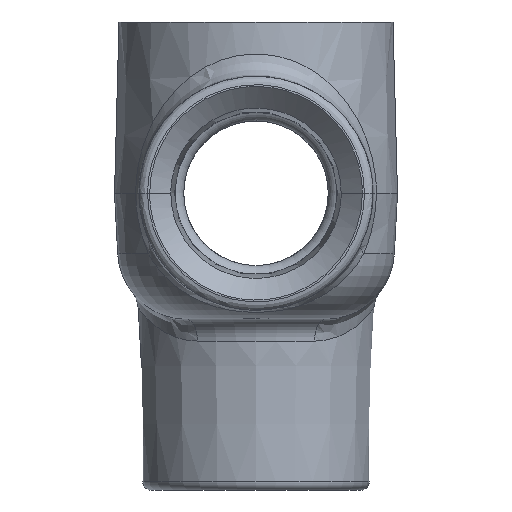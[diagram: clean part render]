
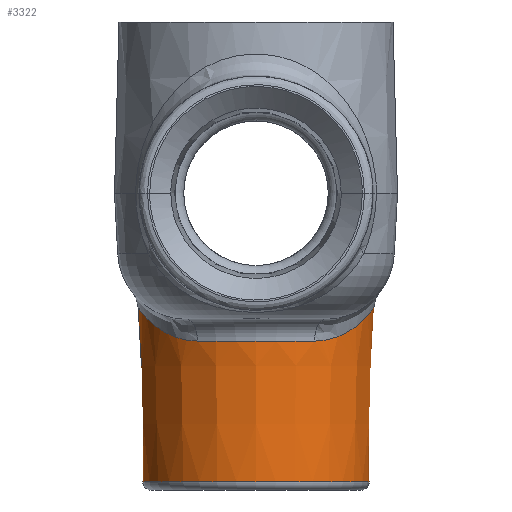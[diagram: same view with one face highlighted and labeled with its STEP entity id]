
A CAD part, left-side view. The second image highlights one B-rep face of the part: STEP entity #3322.
In plain terms, the highlighted conical face has half-angle 1.5 degrees and reference radius 16.345 mm.
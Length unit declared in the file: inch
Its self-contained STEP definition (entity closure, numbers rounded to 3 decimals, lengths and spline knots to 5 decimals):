
#179=CONICAL_SURFACE('',#3673,0.6435,0.026);
#201=FACE_BOUND('',#717,.T.);
#314=B_SPLINE_CURVE_WITH_KNOTS('',3,(#10945,#10946,#10947,#10948,#10949,
#10950,#10951,#10952,#10953,#10954,#10955,#10956,#10957,#10958,#10959,#10960,
#10961,#10962,#10963,#10964,#10965,#10966,#10967,#10968,#10969,#10970,#10971,
#10972,#10973,#10974,#10975,#10976,#10977,#10978,#10979,#10980,#10981,#10982,
#10983,#10984,#10985,#10986),.UNSPECIFIED.,.F.,.F.,(4,2,2,2,2,2,2,2,2,2,
2,2,2,2,2,2,2,2,2,2,4),(0.,0.0625,0.125,0.15625,
0.1875,0.25,0.3125,0.34375,0.375,
0.4375,0.46875,0.5,0.53125,
0.5625,0.625,0.6875,0.75,0.8125,0.875,0.9375,1.),
 .UNSPECIFIED.);
#315=B_SPLINE_CURVE_WITH_KNOTS('',3,(#10990,#10991,#10992,#10993,#10994,
#10995,#10996,#10997,#10998,#10999,#11000,#11001,#11002,#11003,#11004,#11005,
#11006,#11007,#11008,#11009,#11010,#11011,#11012,#11013,#11014,#11015,#11016,
#11017,#11018,#11019,#11020,#11021,#11022,#11023,#11024,#11025,#11026,#11027,
#11028,#11029,#11030,#11031),.UNSPECIFIED.,.F.,.F.,(4,2,2,2,2,2,2,2,2,2,
2,2,2,2,2,2,2,2,2,2,4),(0.,0.0625,0.125,0.15625,
0.1875,0.25,0.3125,0.34375,
0.375,0.4375,0.46875,0.5,
0.53125,0.5625,0.625,0.6875,
0.75,0.8125,0.875,0.9375,1.),
 .UNSPECIFIED.);
#489=FACE_OUTER_BOUND('',#716,.T.);
#716=EDGE_LOOP('',(#2888));
#717=EDGE_LOOP('',(#2889,#2890,#2891,#2892));
#923=CIRCLE('',#3674,0.62015);
#924=CIRCLE('',#3675,0.64031);
#925=CIRCLE('',#3676,0.64031);
#1571=VERTEX_POINT('',#10941);
#1572=VERTEX_POINT('',#10943);
#1573=VERTEX_POINT('',#10944);
#1574=VERTEX_POINT('',#10987);
#1575=VERTEX_POINT('',#10989);
#2027=EDGE_CURVE('',#1571,#1571,#923,.F.);
#2028=EDGE_CURVE('',#1572,#1573,#314,.T.);
#2029=EDGE_CURVE('',#1573,#1574,#924,.T.);
#2030=EDGE_CURVE('',#1574,#1575,#315,.T.);
#2031=EDGE_CURVE('',#1575,#1572,#925,.T.);
#2888=ORIENTED_EDGE('',*,*,#2027,.T.);
#2889=ORIENTED_EDGE('',*,*,#2028,.T.);
#2890=ORIENTED_EDGE('',*,*,#2029,.T.);
#2891=ORIENTED_EDGE('',*,*,#2030,.T.);
#2892=ORIENTED_EDGE('',*,*,#2031,.T.);
#3322=ADVANCED_FACE('',(#489,#201),#179,.T.);
#3673=AXIS2_PLACEMENT_3D('',#10940,#4422,#4423);
#3674=AXIS2_PLACEMENT_3D('',#10942,#4424,#4425);
#3675=AXIS2_PLACEMENT_3D('',#10988,#4426,#4427);
#3676=AXIS2_PLACEMENT_3D('',#11032,#4428,#4429);
#4422=DIRECTION('center_axis',(0.,0.,1.));
#4423=DIRECTION('ref_axis',(-1.,0.,0.));
#4424=DIRECTION('center_axis',(0.,0.,-1.));
#4425=DIRECTION('ref_axis',(-1.,0.,0.));
#4426=DIRECTION('center_axis',(0.,0.,-1.));
#4427=DIRECTION('ref_axis',(-1.,0.,0.));
#4428=DIRECTION('center_axis',(0.,0.,-1.));
#4429=DIRECTION('ref_axis',(-1.,0.,0.));
#10940=CARTESIAN_POINT('Origin',(1.54693,0.77455,-0.6875));
#10941=CARTESIAN_POINT('',(0.92678,0.77455,-1.57923));
#10942=CARTESIAN_POINT('Origin',(1.54693,0.77455,-1.57923));
#10943=CARTESIAN_POINT('',(2.10144,0.45437,-0.80923));
#10944=CARTESIAN_POINT('',(0.99241,0.45437,-0.80923));
#10945=CARTESIAN_POINT('Ctrl Pts',(2.10144,0.45437,-0.80923));
#10946=CARTESIAN_POINT('Ctrl Pts',(2.08659,0.42866,-0.80923));
#10947=CARTESIAN_POINT('Ctrl Pts',(2.07002,0.40401,-0.80637));
#10948=CARTESIAN_POINT('Ctrl Pts',(2.03477,0.35831,-0.79667));
#10949=CARTESIAN_POINT('Ctrl Pts',(2.01599,0.33703,-0.78983));
#10950=CARTESIAN_POINT('Ctrl Pts',(1.98608,0.30721,-0.77748));
#10951=CARTESIAN_POINT('Ctrl Pts',(1.97578,0.29759,-0.773));
#10952=CARTESIAN_POINT('Ctrl Pts',(1.95476,0.27917,-0.76351));
#10953=CARTESIAN_POINT('Ctrl Pts',(1.94409,0.27041,-0.75853));
#10954=CARTESIAN_POINT('Ctrl Pts',(1.91153,0.24537,-0.7431));
#10955=CARTESIAN_POINT('Ctrl Pts',(1.88913,0.2303,-0.73213));
#10956=CARTESIAN_POINT('Ctrl Pts',(1.8427,0.20307,-0.70979));
#10957=CARTESIAN_POINT('Ctrl Pts',(1.81867,0.19092,-0.69842));
#10958=CARTESIAN_POINT('Ctrl Pts',(1.78106,0.17484,-0.68187));
#10959=CARTESIAN_POINT('Ctrl Pts',(1.76824,0.16984,-0.67644));
#10960=CARTESIAN_POINT('Ctrl Pts',(1.74232,0.16069,-0.66609));
#10961=CARTESIAN_POINT('Ctrl Pts',(1.72919,0.15653,-0.66114));
#10962=CARTESIAN_POINT('Ctrl Pts',(1.68918,0.14528,-0.6473));
#10963=CARTESIAN_POINT('Ctrl Pts',(1.66169,0.13943,-0.6394));
#10964=CARTESIAN_POINT('Ctrl Pts',(1.61868,0.13341,-0.63103));
#10965=CARTESIAN_POINT('Ctrl Pts',(1.604,0.13188,-0.62884));
#10966=CARTESIAN_POINT('Ctrl Pts',(1.57484,0.12988,-0.62596));
#10967=CARTESIAN_POINT('Ctrl Pts',(1.56027,0.12939,-0.62526));
#10968=CARTESIAN_POINT('Ctrl Pts',(1.53113,0.12945,-0.62534));
#10969=CARTESIAN_POINT('Ctrl Pts',(1.51657,0.12999,-0.62613));
#10970=CARTESIAN_POINT('Ctrl Pts',(1.48744,0.1321,-0.62917));
#10971=CARTESIAN_POINT('Ctrl Pts',(1.47278,0.13369,-0.63143));
#10972=CARTESIAN_POINT('Ctrl Pts',(1.42987,0.13986,-0.63999));
#10973=CARTESIAN_POINT('Ctrl Pts',(1.40255,0.14579,-0.64796));
#10974=CARTESIAN_POINT('Ctrl Pts',(1.34965,0.16084,-0.66641));
#10975=CARTESIAN_POINT('Ctrl Pts',(1.32409,0.16996,-0.67688));
#10976=CARTESIAN_POINT('Ctrl Pts',(1.27421,0.19139,-0.69886));
#10977=CARTESIAN_POINT('Ctrl Pts',(1.24991,0.20373,-0.71038));
#10978=CARTESIAN_POINT('Ctrl Pts',(1.20343,0.23112,-0.73276));
#10979=CARTESIAN_POINT('Ctrl Pts',(1.1811,0.24624,-0.74369));
#10980=CARTESIAN_POINT('Ctrl Pts',(1.13799,0.27955,-0.76411));
#10981=CARTESIAN_POINT('Ctrl Pts',(1.11722,0.29774,-0.7736));
#10982=CARTESIAN_POINT('Ctrl Pts',(1.07715,0.33779,-0.7901));
#10983=CARTESIAN_POINT('Ctrl Pts',(1.05837,0.35916,-0.79689));
#10984=CARTESIAN_POINT('Ctrl Pts',(1.02343,0.40459,-0.80644));
#10985=CARTESIAN_POINT('Ctrl Pts',(1.00724,0.42869,-0.80923));
#10986=CARTESIAN_POINT('Ctrl Pts',(0.99241,0.45437,-0.80923));
#10987=CARTESIAN_POINT('',(0.99241,1.09472,-0.80923));
#10988=CARTESIAN_POINT('Origin',(1.54693,0.77455,-0.80923));
#10989=CARTESIAN_POINT('',(2.10144,1.09472,-0.80923));
#10990=CARTESIAN_POINT('Ctrl Pts',(0.99241,1.09472,-0.80923));
#10991=CARTESIAN_POINT('Ctrl Pts',(1.00726,1.12044,-0.80923));
#10992=CARTESIAN_POINT('Ctrl Pts',(1.02383,1.14509,-0.80637));
#10993=CARTESIAN_POINT('Ctrl Pts',(1.05908,1.19079,-0.79667));
#10994=CARTESIAN_POINT('Ctrl Pts',(1.07786,1.21207,-0.78983));
#10995=CARTESIAN_POINT('Ctrl Pts',(1.10777,1.24189,-0.77748));
#10996=CARTESIAN_POINT('Ctrl Pts',(1.11807,1.25151,-0.773));
#10997=CARTESIAN_POINT('Ctrl Pts',(1.13909,1.26993,-0.76351));
#10998=CARTESIAN_POINT('Ctrl Pts',(1.14976,1.27868,-0.75853));
#10999=CARTESIAN_POINT('Ctrl Pts',(1.18232,1.30373,-0.7431));
#11000=CARTESIAN_POINT('Ctrl Pts',(1.20472,1.3188,-0.73213));
#11001=CARTESIAN_POINT('Ctrl Pts',(1.25115,1.34602,-0.70979));
#11002=CARTESIAN_POINT('Ctrl Pts',(1.27518,1.35818,-0.69842));
#11003=CARTESIAN_POINT('Ctrl Pts',(1.31279,1.37426,-0.68187));
#11004=CARTESIAN_POINT('Ctrl Pts',(1.32561,1.37926,-0.67644));
#11005=CARTESIAN_POINT('Ctrl Pts',(1.35153,1.38841,-0.66609));
#11006=CARTESIAN_POINT('Ctrl Pts',(1.36466,1.39257,-0.66114));
#11007=CARTESIAN_POINT('Ctrl Pts',(1.40467,1.40382,-0.6473));
#11008=CARTESIAN_POINT('Ctrl Pts',(1.43216,1.40967,-0.6394));
#11009=CARTESIAN_POINT('Ctrl Pts',(1.47517,1.41569,-0.63103));
#11010=CARTESIAN_POINT('Ctrl Pts',(1.48985,1.41722,-0.62884));
#11011=CARTESIAN_POINT('Ctrl Pts',(1.51901,1.41922,-0.62596));
#11012=CARTESIAN_POINT('Ctrl Pts',(1.53358,1.41971,-0.62526));
#11013=CARTESIAN_POINT('Ctrl Pts',(1.56272,1.41965,-0.62534));
#11014=CARTESIAN_POINT('Ctrl Pts',(1.57728,1.41911,-0.62613));
#11015=CARTESIAN_POINT('Ctrl Pts',(1.60641,1.41699,-0.62917));
#11016=CARTESIAN_POINT('Ctrl Pts',(1.62107,1.4154,-0.63143));
#11017=CARTESIAN_POINT('Ctrl Pts',(1.66398,1.40924,-0.63999));
#11018=CARTESIAN_POINT('Ctrl Pts',(1.6913,1.40331,-0.64796));
#11019=CARTESIAN_POINT('Ctrl Pts',(1.7442,1.38826,-0.66641));
#11020=CARTESIAN_POINT('Ctrl Pts',(1.76976,1.37914,-0.67688));
#11021=CARTESIAN_POINT('Ctrl Pts',(1.81964,1.35771,-0.69886));
#11022=CARTESIAN_POINT('Ctrl Pts',(1.84394,1.34537,-0.71038));
#11023=CARTESIAN_POINT('Ctrl Pts',(1.89042,1.31797,-0.73276));
#11024=CARTESIAN_POINT('Ctrl Pts',(1.91275,1.30286,-0.74369));
#11025=CARTESIAN_POINT('Ctrl Pts',(1.95586,1.26955,-0.76411));
#11026=CARTESIAN_POINT('Ctrl Pts',(1.97663,1.25136,-0.7736));
#11027=CARTESIAN_POINT('Ctrl Pts',(2.0167,1.21131,-0.7901));
#11028=CARTESIAN_POINT('Ctrl Pts',(2.03548,1.18994,-0.79689));
#11029=CARTESIAN_POINT('Ctrl Pts',(2.07042,1.1445,-0.80644));
#11030=CARTESIAN_POINT('Ctrl Pts',(2.08661,1.12041,-0.80923));
#11031=CARTESIAN_POINT('Ctrl Pts',(2.10144,1.09472,-0.80923));
#11032=CARTESIAN_POINT('Origin',(1.54693,0.77455,-0.80923));
